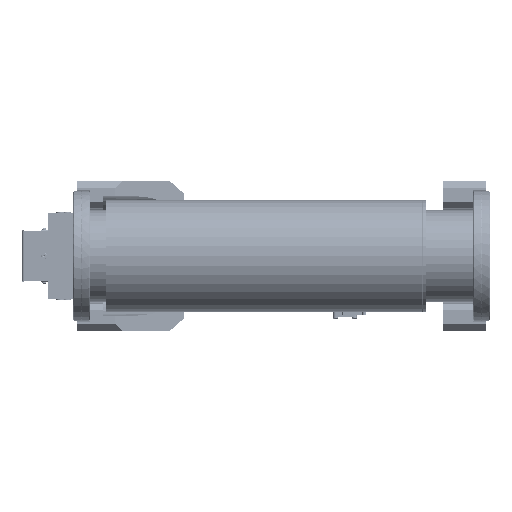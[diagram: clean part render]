
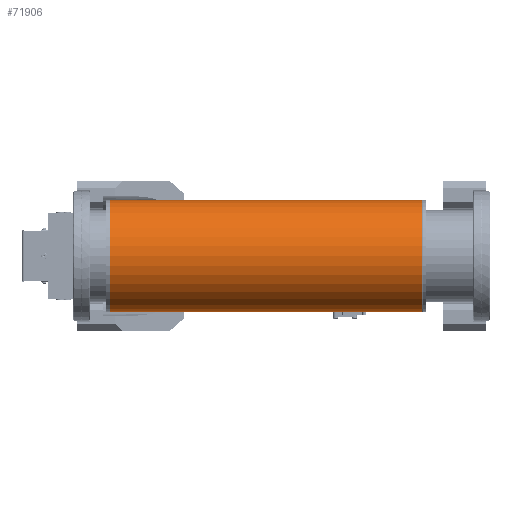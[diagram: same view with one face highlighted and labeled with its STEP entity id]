
A CAD part, left-side view. The second image highlights one B-rep face of the part: STEP entity #71906.
In plain terms, the highlighted cylindrical face has radius 66 mm (diameter 132 mm), a partial arc.
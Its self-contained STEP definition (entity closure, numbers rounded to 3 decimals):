
#4454 = AXIS2_PLACEMENT_3D ( 'NONE', #313910, #164294, #14689 ) ;
#9373 = DIRECTION ( 'NONE',  ( 0., 1., 0. ) ) ;
#14689 = DIRECTION ( 'NONE',  ( 0., 0., 1. ) ) ;
#20509 = EDGE_CURVE ( 'NONE', #271431, #311380, #65103, .T. ) ;
#59130 = CARTESIAN_POINT ( 'NONE',  ( 0., 75.1, -66. ) ) ;
#60883 = EDGE_LOOP ( 'NONE', ( #131198, #291749, #307420, #237185 ) ) ;
#65103 = LINE ( 'NONE', #320949, #123698 ) ;
#71906 = ADVANCED_FACE ( 'NONE', ( #272436 ), #115993, .T. ) ;
#112078 = DIRECTION ( 'NONE',  ( 0., 0., 1. ) ) ;
#115993 = CYLINDRICAL_SURFACE ( 'NONE', #238930, 66. ) ;
#123698 = VECTOR ( 'NONE', #318837, 1000. ) ;
#131198 = ORIENTED_EDGE ( 'NONE', *, *, #151068, .F. ) ;
#151068 = EDGE_CURVE ( 'NONE', #217298, #316241, #300080, .T. ) ;
#158973 = CARTESIAN_POINT ( 'NONE',  ( 0., 75.1, 0. ) ) ;
#160291 = CIRCLE ( 'NONE', #299881, 66. ) ;
#164294 = DIRECTION ( 'NONE',  ( 0., -1., 0. ) ) ;
#167066 = EDGE_CURVE ( 'NONE', #217298, #271431, #160291, .T. ) ;
#184082 = DIRECTION ( 'NONE',  ( 0., 0., 1. ) ) ;
#217298 = VERTEX_POINT ( 'NONE', #59130 ) ;
#223694 = CARTESIAN_POINT ( 'NONE',  ( 0., 75.1, -66. ) ) ;
#227639 = CARTESIAN_POINT ( 'NONE',  ( 0., 441.1, -66. ) ) ;
#233557 = VECTOR ( 'NONE', #248889, 1000. ) ;
#235498 = DIRECTION ( 'NONE',  ( 0., 1., 0. ) ) ;
#237185 = ORIENTED_EDGE ( 'NONE', *, *, #296414, .T. ) ;
#238930 = AXIS2_PLACEMENT_3D ( 'NONE', #285746, #235498, #112078 ) ;
#248889 = DIRECTION ( 'NONE',  ( 0., 1., 0. ) ) ;
#264325 = CARTESIAN_POINT ( 'NONE',  ( 0., 441.1, 66. ) ) ;
#271431 = VERTEX_POINT ( 'NONE', #307843 ) ;
#272436 = FACE_OUTER_BOUND ( 'NONE', #60883, .T. ) ;
#277539 = CIRCLE ( 'NONE', #4454, 66. ) ;
#285746 = CARTESIAN_POINT ( 'NONE',  ( 0., 75.1, 0. ) ) ;
#291749 = ORIENTED_EDGE ( 'NONE', *, *, #167066, .T. ) ;
#296414 = EDGE_CURVE ( 'NONE', #311380, #316241, #277539, .T. ) ;
#299881 = AXIS2_PLACEMENT_3D ( 'NONE', #158973, #9373, #184082 ) ;
#300080 = LINE ( 'NONE', #223694, #233557 ) ;
#307420 = ORIENTED_EDGE ( 'NONE', *, *, #20509, .T. ) ;
#307843 = CARTESIAN_POINT ( 'NONE',  ( 0., 75.1, 66. ) ) ;
#311380 = VERTEX_POINT ( 'NONE', #264325 ) ;
#313910 = CARTESIAN_POINT ( 'NONE',  ( 0., 441.1, 0. ) ) ;
#316241 = VERTEX_POINT ( 'NONE', #227639 ) ;
#318837 = DIRECTION ( 'NONE',  ( 0., 1., 0. ) ) ;
#320949 = CARTESIAN_POINT ( 'NONE',  ( 0., 75.1, 66. ) ) ;
